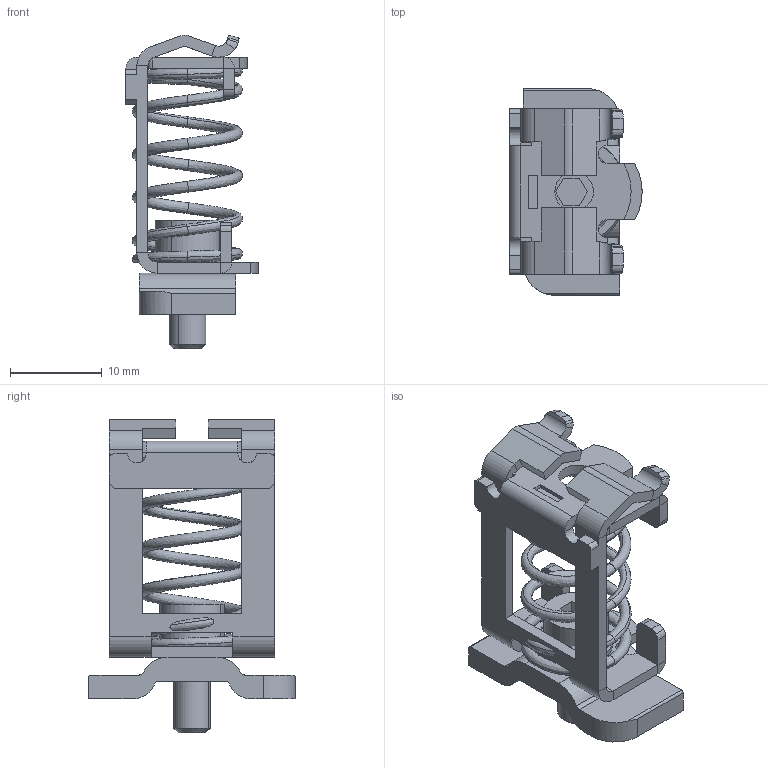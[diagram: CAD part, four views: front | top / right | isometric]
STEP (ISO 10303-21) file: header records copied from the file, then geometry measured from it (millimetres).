
FILE_DESCRIPTION(('CATIA V5 STEP Exchange','CAx-IF Rec.Pracs.--- Model Styling and Organization---1.4--- 2014-01-23'),'2;1');
FILE_NAME ('D1455457_1', '2023-07-18T06:13:57+00:00', ('none'), ('Weidmueller'), 'CATIA Version 5-6 Release 2016 SP3 HF44', 'CATIA V5 STEP AP214', 'none');
FILE_SCHEMA(('AUTOMOTIVE_DESIGN { 1 0 10303 214 1 1 1 1 }'));
Length unit declared in the file: millimetre
Products named in the file (1): 1752681001
Bounding box: 14.4 x 22.5 x 34.16 mm (x, y, z)
Volume: 1946.4 mm3; surface area: 3421 mm2
Topology: 1 solids, 2 shells, 283 faces, 768 edges, 476 vertices
Faces by surface type: plane 141, cylinder 95, bspline 39, cone 8
Entity records: 11900 total; most frequent: CARTESIAN_POINT 5499, ORIENTED_EDGE 1536, DIRECTION 1004, EDGE_CURVE 768, VERTEX_POINT 476, VECTOR 421, LINE 421, AXIS2_PLACEMENT_3D 366
